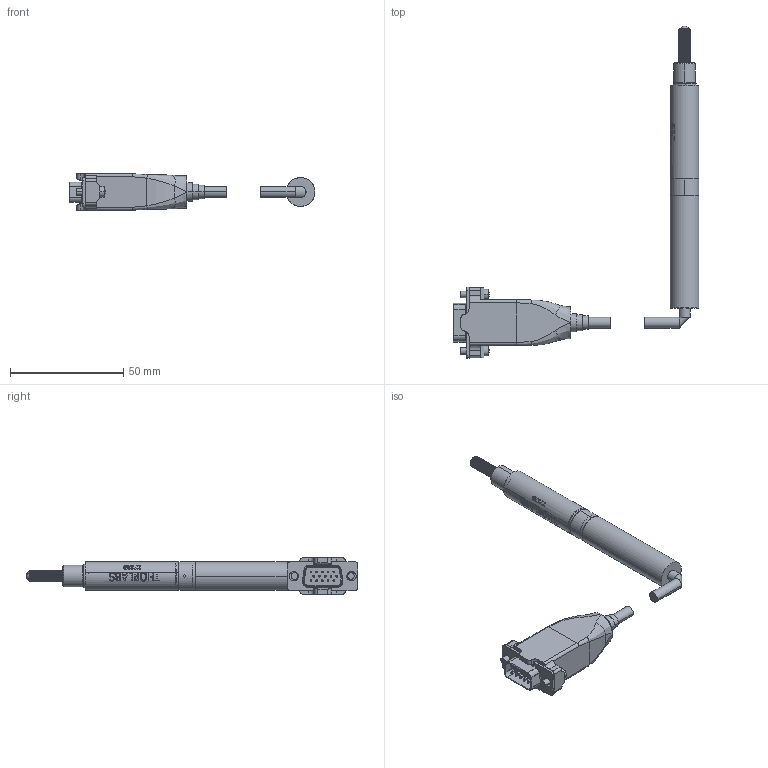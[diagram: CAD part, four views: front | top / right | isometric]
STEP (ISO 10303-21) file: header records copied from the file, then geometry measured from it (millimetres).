
FILE_DESCRIPTION (( 'STEP AP203' ), '1' );
FILE_NAME ('16354-E0W.STEP', '2008-03-19T20:19:22', ( 'Admin' ), ( 'Thorlabs, Inc.' ), 'SwSTEP 2.0', 'SolidWorks 2007', '' );
FILE_SCHEMA (( 'CONFIG_CONTROL_DESIGN' ));
Length unit declared in the file: inch
Products named in the file (13): Z6 Leadscrew_Z612 Leadscrew; 3501-12V2561; dc-micromotor; 16354-E0W; Z6 MAINBODY_Z612B Main Body; MOTORSHAFT ADAPTER_Z612 Shaft adapter; Z7 sleave_Z712B; Ball156GR440; 16352-001; grearhead; encoder_encoder with no cables; DOWEL0937X031; z7cable
Assembly tree (11 placements, depth 3):
  16354-E0W
    Z6 Leadscrew_Z612 Leadscrew
    z7cable
    Ball156GR440
    Z6 MAINBODY_Z612B Main Body
    16352-001
    3501-12V2561
      dc-micromotor
      grearhead
      encoder_encoder with no cables
    Z7 sleave_Z712B
    MOTORSHAFT ADAPTER_Z612 Shaft adapter
  DOWEL0937X031
Bounding box: 108.68 x 146.72 x 16 mm (x, y, z)
Volume: 24132.8 mm3; surface area: 23405.2 mm2
Topology: 12 solids, 13 shells, 1029 faces, 2730 edges, 1753 vertices
Faces by surface type: cylinder 476, plane 384, bspline 89, sphere 36, torus 31, cone 13
Entity records: 46808 total; most frequent: CARTESIAN_POINT 21148, ORIENTED_EDGE 5308, DIRECTION 4843, EDGE_CURVE 2654, AXIS2_PLACEMENT_3D 1815, VERTEX_POINT 1723, VECTOR 1213, LINE 1213
